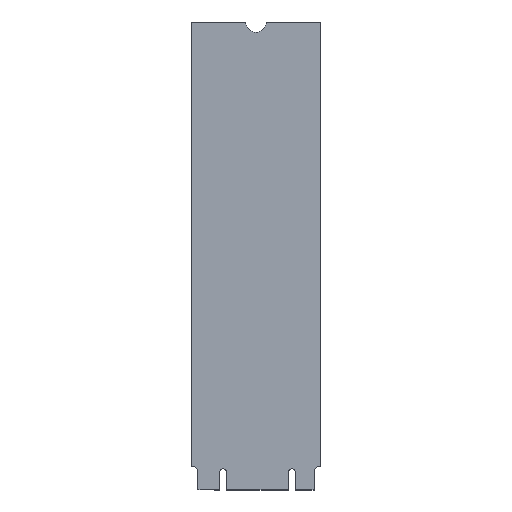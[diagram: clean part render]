
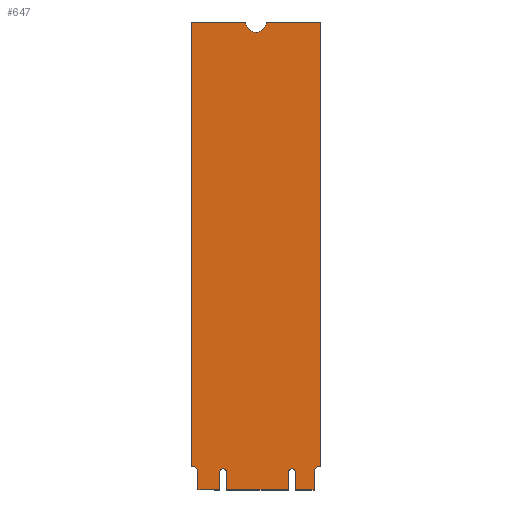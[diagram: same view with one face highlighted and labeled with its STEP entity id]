
A CAD part, top view. The second image highlights one B-rep face of the part: STEP entity #647.
In plain terms, the highlighted planar face has unit normal (0, 0, 1).
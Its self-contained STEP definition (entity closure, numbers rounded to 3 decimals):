
#32 = VERTEX_POINT('',#33);
#33 = CARTESIAN_POINT('',(-11.,80.,0.8));
#39 = EDGE_CURVE('',#40,#32,#42,.T.);
#40 = VERTEX_POINT('',#41);
#41 = CARTESIAN_POINT('',(-1.75,80.,0.8));
#42 = LINE('',#43,#44);
#43 = CARTESIAN_POINT('',(-1.75,80.,0.8));
#44 = VECTOR('',#45,1.);
#45 = DIRECTION('',(-1.,0.,0.));
#70 = VERTEX_POINT('',#71);
#71 = CARTESIAN_POINT('',(-11.,4.,0.8));
#77 = EDGE_CURVE('',#32,#70,#78,.T.);
#78 = LINE('',#79,#80);
#79 = CARTESIAN_POINT('',(-11.,80.,0.8));
#80 = VECTOR('',#81,1.);
#81 = DIRECTION('',(0.,-1.,0.));
#101 = VERTEX_POINT('',#102);
#102 = CARTESIAN_POINT('',(-10.925,4.,0.8));
#108 = EDGE_CURVE('',#70,#101,#109,.T.);
#109 = LINE('',#110,#111);
#110 = CARTESIAN_POINT('',(-11.,4.,0.8));
#111 = VECTOR('',#112,1.);
#112 = DIRECTION('',(1.,0.,0.));
#124 = EDGE_CURVE('',#101,#125,#127,.T.);
#125 = VERTEX_POINT('',#126);
#126 = CARTESIAN_POINT('',(-9.925,3.,0.8));
#127 = CIRCLE('',#128,1.);
#128 = AXIS2_PLACEMENT_3D('',#129,#130,#131);
#129 = CARTESIAN_POINT('',(-10.925,3.,0.8));
#130 = DIRECTION('',(0.,0.,-1.));
#131 = DIRECTION('',(1.,0.,0.));
#165 = VERTEX_POINT('',#166);
#166 = CARTESIAN_POINT('',(-9.925,0.,0.8));
#172 = EDGE_CURVE('',#125,#165,#173,.T.);
#173 = LINE('',#174,#175);
#174 = CARTESIAN_POINT('',(-9.925,3.,0.8));
#175 = VECTOR('',#176,1.);
#176 = DIRECTION('',(0.,-1.,0.));
#196 = VERTEX_POINT('',#197);
#197 = CARTESIAN_POINT('',(-6.225,0.,0.8));
#203 = EDGE_CURVE('',#165,#196,#204,.T.);
#204 = LINE('',#205,#206);
#205 = CARTESIAN_POINT('',(-6.225,0.,0.8));
#206 = VECTOR('',#207,1.);
#207 = DIRECTION('',(1.,0.,0.));
#227 = VERTEX_POINT('',#228);
#228 = CARTESIAN_POINT('',(-6.225,3.,0.8));
#234 = EDGE_CURVE('',#196,#227,#235,.T.);
#235 = LINE('',#236,#237);
#236 = CARTESIAN_POINT('',(-6.225,3.,0.8));
#237 = VECTOR('',#238,1.);
#238 = DIRECTION('',(0.,1.,0.));
#250 = EDGE_CURVE('',#227,#251,#253,.T.);
#251 = VERTEX_POINT('',#252);
#252 = CARTESIAN_POINT('',(-5.025,3.,0.8));
#253 = CIRCLE('',#254,0.6);
#254 = AXIS2_PLACEMENT_3D('',#255,#256,#257);
#255 = CARTESIAN_POINT('',(-5.625,3.,0.8));
#256 = DIRECTION('',(0.,0.,-1.));
#257 = DIRECTION('',(-1.,0.,0.));
#291 = VERTEX_POINT('',#292);
#292 = CARTESIAN_POINT('',(-5.025,0.,0.8));
#298 = EDGE_CURVE('',#251,#291,#299,.T.);
#299 = LINE('',#300,#301);
#300 = CARTESIAN_POINT('',(-5.025,3.,0.8));
#301 = VECTOR('',#302,1.);
#302 = DIRECTION('',(0.,-1.,0.));
#322 = VERTEX_POINT('',#323);
#323 = CARTESIAN_POINT('',(5.525,0.,0.8));
#329 = EDGE_CURVE('',#291,#322,#330,.T.);
#330 = LINE('',#331,#332);
#331 = CARTESIAN_POINT('',(5.525,0.,0.8));
#332 = VECTOR('',#333,1.);
#333 = DIRECTION('',(1.,0.,0.));
#353 = VERTEX_POINT('',#354);
#354 = CARTESIAN_POINT('',(5.525,3.,0.8));
#360 = EDGE_CURVE('',#322,#353,#361,.T.);
#361 = LINE('',#362,#363);
#362 = CARTESIAN_POINT('',(5.525,3.,0.8));
#363 = VECTOR('',#364,1.);
#364 = DIRECTION('',(0.,1.,0.));
#376 = EDGE_CURVE('',#353,#377,#379,.T.);
#377 = VERTEX_POINT('',#378);
#378 = CARTESIAN_POINT('',(6.725,3.,0.8));
#379 = CIRCLE('',#380,0.6);
#380 = AXIS2_PLACEMENT_3D('',#381,#382,#383);
#381 = CARTESIAN_POINT('',(6.125,3.,0.8));
#382 = DIRECTION('',(0.,0.,-1.));
#383 = DIRECTION('',(-1.,0.,0.));
#417 = VERTEX_POINT('',#418);
#418 = CARTESIAN_POINT('',(6.725,0.,0.8));
#424 = EDGE_CURVE('',#377,#417,#425,.T.);
#425 = LINE('',#426,#427);
#426 = CARTESIAN_POINT('',(6.725,3.,0.8));
#427 = VECTOR('',#428,1.);
#428 = DIRECTION('',(0.,-1.,0.));
#448 = VERTEX_POINT('',#449);
#449 = CARTESIAN_POINT('',(9.925,0.,0.8));
#455 = EDGE_CURVE('',#417,#448,#456,.T.);
#456 = LINE('',#457,#458);
#457 = CARTESIAN_POINT('',(9.925,0.,0.8));
#458 = VECTOR('',#459,1.);
#459 = DIRECTION('',(1.,0.,0.));
#479 = VERTEX_POINT('',#480);
#480 = CARTESIAN_POINT('',(9.925,3.,0.8));
#486 = EDGE_CURVE('',#448,#479,#487,.T.);
#487 = LINE('',#488,#489);
#488 = CARTESIAN_POINT('',(9.925,3.,0.8));
#489 = VECTOR('',#490,1.);
#490 = DIRECTION('',(0.,1.,0.));
#502 = EDGE_CURVE('',#479,#503,#505,.T.);
#503 = VERTEX_POINT('',#504);
#504 = CARTESIAN_POINT('',(10.925,4.,0.8));
#505 = CIRCLE('',#506,1.);
#506 = AXIS2_PLACEMENT_3D('',#507,#508,#509);
#507 = CARTESIAN_POINT('',(10.925,3.,0.8));
#508 = DIRECTION('',(0.,0.,-1.));
#509 = DIRECTION('',(-1.,0.,0.));
#543 = VERTEX_POINT('',#544);
#544 = CARTESIAN_POINT('',(11.,4.,0.8));
#550 = EDGE_CURVE('',#503,#543,#551,.T.);
#551 = LINE('',#552,#553);
#552 = CARTESIAN_POINT('',(11.,4.,0.8));
#553 = VECTOR('',#554,1.);
#554 = DIRECTION('',(1.,0.,0.));
#574 = VERTEX_POINT('',#575);
#575 = CARTESIAN_POINT('',(11.,80.,0.8));
#581 = EDGE_CURVE('',#543,#574,#582,.T.);
#582 = LINE('',#583,#584);
#583 = CARTESIAN_POINT('',(11.,4.,0.8));
#584 = VECTOR('',#585,1.);
#585 = DIRECTION('',(0.,1.,0.));
#605 = VERTEX_POINT('',#606);
#606 = CARTESIAN_POINT('',(1.75,80.,0.8));
#612 = EDGE_CURVE('',#574,#605,#613,.T.);
#613 = LINE('',#614,#615);
#614 = CARTESIAN_POINT('',(1.75,80.,0.8));
#615 = VECTOR('',#616,1.);
#616 = DIRECTION('',(-1.,0.,0.));
#628 = EDGE_CURVE('',#605,#40,#629,.T.);
#629 = CIRCLE('',#630,1.75);
#630 = AXIS2_PLACEMENT_3D('',#631,#632,#633);
#631 = CARTESIAN_POINT('',(0.,80.,0.8));
#632 = DIRECTION('',(0.,0.,-1.));
#633 = DIRECTION('',(-1.,0.,0.));
#647 = ADVANCED_FACE('',(#648),#670,.F.);
#648 = FACE_BOUND('',#649,.T.);
#649 = EDGE_LOOP('',(#650,#651,#652,#653,#654,#655,#656,#657,#658,#659,
    #660,#661,#662,#663,#664,#665,#666,#667,#668,#669));
#650 = ORIENTED_EDGE('',*,*,#39,.T.);
#651 = ORIENTED_EDGE('',*,*,#77,.T.);
#652 = ORIENTED_EDGE('',*,*,#108,.T.);
#653 = ORIENTED_EDGE('',*,*,#124,.T.);
#654 = ORIENTED_EDGE('',*,*,#172,.T.);
#655 = ORIENTED_EDGE('',*,*,#203,.T.);
#656 = ORIENTED_EDGE('',*,*,#234,.T.);
#657 = ORIENTED_EDGE('',*,*,#250,.T.);
#658 = ORIENTED_EDGE('',*,*,#298,.T.);
#659 = ORIENTED_EDGE('',*,*,#329,.T.);
#660 = ORIENTED_EDGE('',*,*,#360,.T.);
#661 = ORIENTED_EDGE('',*,*,#376,.T.);
#662 = ORIENTED_EDGE('',*,*,#424,.T.);
#663 = ORIENTED_EDGE('',*,*,#455,.T.);
#664 = ORIENTED_EDGE('',*,*,#486,.T.);
#665 = ORIENTED_EDGE('',*,*,#502,.T.);
#666 = ORIENTED_EDGE('',*,*,#550,.T.);
#667 = ORIENTED_EDGE('',*,*,#581,.T.);
#668 = ORIENTED_EDGE('',*,*,#612,.T.);
#669 = ORIENTED_EDGE('',*,*,#628,.T.);
#670 = PLANE('',#671);
#671 = AXIS2_PLACEMENT_3D('',#672,#673,#674);
#672 = CARTESIAN_POINT('',(-10.925,3.,0.8));
#673 = DIRECTION('',(0.,0.,-1.));
#674 = DIRECTION('',(1.,0.,0.));
